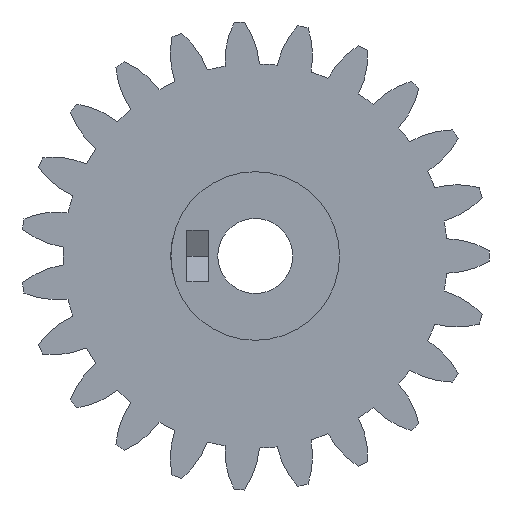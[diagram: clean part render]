
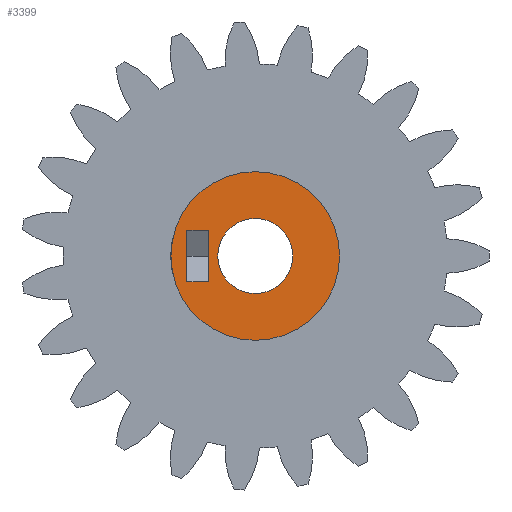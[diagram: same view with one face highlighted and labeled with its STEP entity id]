
A CAD part, left-side view. The second image highlights one B-rep face of the part: STEP entity #3399.
In plain terms, the highlighted planar face has unit normal (-1, 0, 0).
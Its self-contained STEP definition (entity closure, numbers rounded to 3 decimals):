
#19 = VERTEX_POINT ( 'NONE', #2180 ) ;
#26 = CARTESIAN_POINT ( 'NONE',  ( -7., 0., 0. ) ) ;
#78 = EDGE_CURVE ( 'NONE', #3588, #2289, #2935, .T. ) ;
#96 = FACE_OUTER_BOUND ( 'NONE', #1229, .T. ) ;
#158 = CARTESIAN_POINT ( 'NONE',  ( -7., 0., -9. ) ) ;
#217 = CARTESIAN_POINT ( 'NONE',  ( -7., 7.299, 2.725 ) ) ;
#238 = VERTEX_POINT ( 'NONE', #2774 ) ;
#326 = DIRECTION ( 'NONE',  ( 0., 1., 0. ) ) ;
#345 = CIRCLE ( 'NONE', #3622, 4. ) ;
#347 = LINE ( 'NONE', #1959, #2989 ) ;
#396 = CARTESIAN_POINT ( 'NONE',  ( -7., 0., 0. ) ) ;
#506 = DIRECTION ( 'NONE',  ( -1., 0., 0. ) ) ;
#518 = EDGE_CURVE ( 'NONE', #1388, #19, #673, .T. ) ;
#562 = EDGE_CURVE ( 'NONE', #19, #4066, #347, .T. ) ;
#565 = DIRECTION ( 'NONE',  ( 0., 0., -1. ) ) ;
#639 = ORIENTED_EDGE ( 'NONE', *, *, #78, .T. ) ;
#673 = LINE ( 'NONE', #1935, #2595 ) ;
#693 = ORIENTED_EDGE ( 'NONE', *, *, #1369, .T. ) ;
#818 = CARTESIAN_POINT ( 'NONE',  ( -7., 0., 0. ) ) ;
#1029 = FACE_BOUND ( 'NONE', #1489, .T. ) ;
#1137 = EDGE_LOOP ( 'NONE', ( #693, #2608 ) ) ;
#1229 = EDGE_LOOP ( 'NONE', ( #3320, #639 ) ) ;
#1369 = EDGE_CURVE ( 'NONE', #3779, #238, #1852, .T. ) ;
#1388 = VERTEX_POINT ( 'NONE', #3302 ) ;
#1415 = ORIENTED_EDGE ( 'NONE', *, *, #3301, .F. ) ;
#1489 = EDGE_LOOP ( 'NONE', ( #1415, #3568, #3218, #4072 ) ) ;
#1497 = EDGE_CURVE ( 'NONE', #238, #3779, #345, .T. ) ;
#1631 = DIRECTION ( 'NONE',  ( 0., 0., 1. ) ) ;
#1651 = EDGE_CURVE ( 'NONE', #4066, #2446, #4174, .T. ) ;
#1656 = CIRCLE ( 'NONE', #2817, 9. ) ;
#1706 = DIRECTION ( 'NONE',  ( 0., 0., 1. ) ) ;
#1707 = DIRECTION ( 'NONE',  ( -1., 0., 0. ) ) ;
#1852 = CIRCLE ( 'NONE', #3351, 4. ) ;
#1935 = CARTESIAN_POINT ( 'NONE',  ( -7., 4.999, -2.725 ) ) ;
#1959 = CARTESIAN_POINT ( 'NONE',  ( -7., 7.299, 2.725 ) ) ;
#2137 = DIRECTION ( 'NONE',  ( 0., 0., 1. ) ) ;
#2180 = CARTESIAN_POINT ( 'NONE',  ( -7., 4.999, 2.725 ) ) ;
#2246 = CARTESIAN_POINT ( 'NONE',  ( -7., 0., 4. ) ) ;
#2284 = DIRECTION ( 'NONE',  ( 1., 0., 0. ) ) ;
#2289 = VERTEX_POINT ( 'NONE', #158 ) ;
#2401 = FACE_BOUND ( 'NONE', #1137, .T. ) ;
#2434 = DIRECTION ( 'NONE',  ( 0., 0., 1. ) ) ;
#2441 = CARTESIAN_POINT ( 'NONE',  ( -7., 0., 9. ) ) ;
#2446 = VERTEX_POINT ( 'NONE', #3794 ) ;
#2595 = VECTOR ( 'NONE', #1631, 1000. ) ;
#2608 = ORIENTED_EDGE ( 'NONE', *, *, #1497, .T. ) ;
#2736 = DIRECTION ( 'NONE',  ( 0., 0., 1. ) ) ;
#2774 = CARTESIAN_POINT ( 'NONE',  ( -7., 0., -4. ) ) ;
#2817 = AXIS2_PLACEMENT_3D ( 'NONE', #3066, #506, #2137 ) ;
#2883 = AXIS2_PLACEMENT_3D ( 'NONE', #26, #3372, #2736 ) ;
#2935 = CIRCLE ( 'NONE', #3618, 9. ) ;
#2972 = PLANE ( 'NONE',  #2883 ) ;
#2989 = VECTOR ( 'NONE', #326, 1000. ) ;
#3005 = DIRECTION ( 'NONE',  ( 0., 0., 1. ) ) ;
#3066 = CARTESIAN_POINT ( 'NONE',  ( -7., 0., 0. ) ) ;
#3218 = ORIENTED_EDGE ( 'NONE', *, *, #562, .F. ) ;
#3257 = CARTESIAN_POINT ( 'NONE',  ( -7., 0., 0. ) ) ;
#3301 = EDGE_CURVE ( 'NONE', #2446, #1388, #4158, .T. ) ;
#3302 = CARTESIAN_POINT ( 'NONE',  ( -7., 4.999, -2.725 ) ) ;
#3320 = ORIENTED_EDGE ( 'NONE', *, *, #3579, .T. ) ;
#3351 = AXIS2_PLACEMENT_3D ( 'NONE', #396, #2284, #1706 ) ;
#3372 = DIRECTION ( 'NONE',  ( -1., 0., 0. ) ) ;
#3399 = ADVANCED_FACE ( 'NONE', ( #1029, #2401, #96 ), #2972, .T. ) ;
#3568 = ORIENTED_EDGE ( 'NONE', *, *, #1651, .F. ) ;
#3579 = EDGE_CURVE ( 'NONE', #2289, #3588, #1656, .T. ) ;
#3588 = VERTEX_POINT ( 'NONE', #2441 ) ;
#3618 = AXIS2_PLACEMENT_3D ( 'NONE', #3257, #1707, #3005 ) ;
#3622 = AXIS2_PLACEMENT_3D ( 'NONE', #818, #4046, #2434 ) ;
#3779 = VERTEX_POINT ( 'NONE', #2246 ) ;
#3794 = CARTESIAN_POINT ( 'NONE',  ( -7., 7.299, -2.725 ) ) ;
#3835 = CARTESIAN_POINT ( 'NONE',  ( -7., 7.299, -2.725 ) ) ;
#3852 = VECTOR ( 'NONE', #3858, 1000. ) ;
#3858 = DIRECTION ( 'NONE',  ( 0., -1., 0. ) ) ;
#4046 = DIRECTION ( 'NONE',  ( 1., 0., 0. ) ) ;
#4066 = VERTEX_POINT ( 'NONE', #217 ) ;
#4072 = ORIENTED_EDGE ( 'NONE', *, *, #518, .F. ) ;
#4131 = CARTESIAN_POINT ( 'NONE',  ( -7., 7.299, -2.725 ) ) ;
#4158 = LINE ( 'NONE', #3835, #3852 ) ;
#4174 = LINE ( 'NONE', #4131, #4194 ) ;
#4194 = VECTOR ( 'NONE', #565, 1000. ) ;
